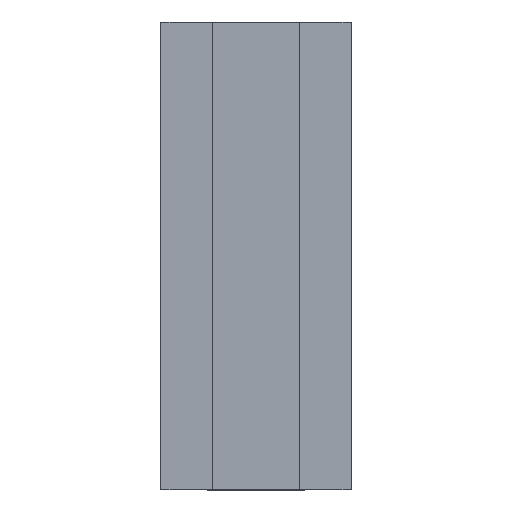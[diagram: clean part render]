
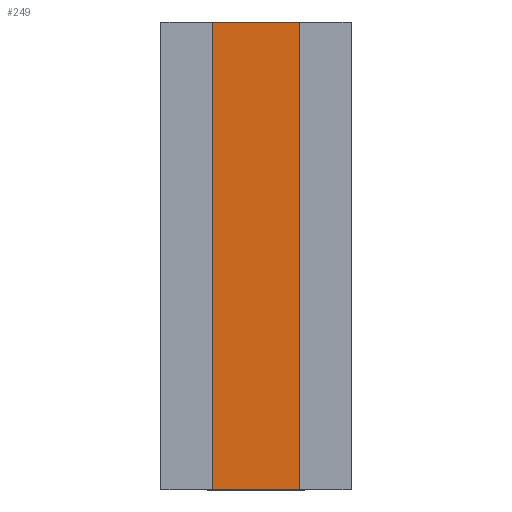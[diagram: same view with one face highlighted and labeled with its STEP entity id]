
A CAD part, top view. The second image highlights one B-rep face of the part: STEP entity #249.
In plain terms, the highlighted planar face has unit normal (0, 0, 1).
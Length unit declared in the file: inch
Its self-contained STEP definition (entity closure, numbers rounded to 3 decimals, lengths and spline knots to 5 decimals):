
#188=CARTESIAN_POINT('',(10.98956,12.57277,-0.25));
#189=VERTEX_POINT('',#188);
#196=CARTESIAN_POINT('',(10.98956,6.57277,-0.25));
#197=VERTEX_POINT('',#196);
#198=CARTESIAN_POINT('',(10.98956,6.57277,-0.25));
#199=DIRECTION('',(0.,1.,0.));
#200=VECTOR('',#199,1.);
#201=LINE('',#198,#200);
#202=EDGE_CURVE('',#197,#189,#201,.T.);
#219=CARTESIAN_POINT('',(8.86456,12.57277,-0.25));
#220=VERTEX_POINT('',#219);
#221=CARTESIAN_POINT('',(8.86456,12.57277,-0.25));
#222=DIRECTION('',(-1.,0.,0.));
#223=VECTOR('',#222,1.);
#224=LINE('',#221,#223);
#225=EDGE_CURVE('',#189,#220,#224,.T.);
#226=ORIENTED_EDGE('',*,*,#225,.T.);
#227=CARTESIAN_POINT('',(8.86456,6.57277,-0.25));
#228=VERTEX_POINT('',#227);
#229=CARTESIAN_POINT('',(8.86456,6.57277,-0.25));
#230=DIRECTION('',(0.,1.,0.));
#231=VECTOR('',#230,1.);
#232=LINE('',#229,#231);
#233=EDGE_CURVE('',#228,#220,#232,.T.);
#234=ORIENTED_EDGE('',*,*,#233,.F.);
#235=CARTESIAN_POINT('',(8.86456,6.57277,-0.25));
#236=DIRECTION('',(1.,0.,0.));
#237=VECTOR('',#236,1.);
#238=LINE('',#235,#237);
#239=EDGE_CURVE('',#228,#197,#238,.T.);
#240=ORIENTED_EDGE('',*,*,#239,.T.);
#241=ORIENTED_EDGE('',*,*,#202,.T.);
#242=EDGE_LOOP('',(#226,#234,#240,#241));
#243=FACE_OUTER_BOUND('',#242,.T.);
#244=CARTESIAN_POINT('',(9.92706,6.57277,-0.25));
#245=DIRECTION('',(0.,0.,1.));
#246=DIRECTION('',(1.,0.,0.));
#247=AXIS2_PLACEMENT_3D('',#244,#245,#246);
#248=PLANE('',#247);
#249=ADVANCED_FACE('',(#243),#248,.T.);
